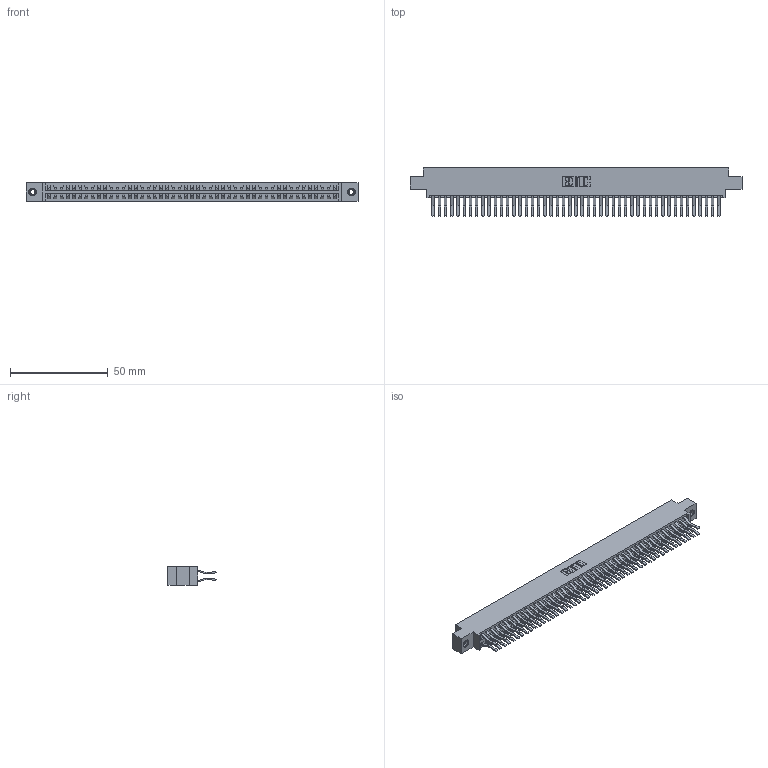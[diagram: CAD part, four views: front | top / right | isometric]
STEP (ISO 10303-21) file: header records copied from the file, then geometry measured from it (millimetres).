
FILE_DESCRIPTION (( 'STEP AP203' ), '1' );
FILE_NAME ('396-094-560-807.STEP', '2019-11-02T16:29:13', ( '' ), ( '' ), 'SwSTEP 2.0', 'SolidWorks 2016', '' );
FILE_SCHEMA (( 'CONFIG_CONTROL_DESIGN' ));
Length unit declared in the file: inch
Products named in the file (4): 346 Part_0.170 Offset - 0.156 Dia-TI; 345-292-001_560 Tail; 345-250-001_345-250-005-103; 396-094-560-807
Assembly tree (97 placements, depth 2):
  396-094-560-807
    346 Part_0.170 Offset - 0.156 Dia-TI
    345-292-001_560 Tail  x94
    345-250-001_345-250-005-103  x2
Bounding box: 169.8 x 24.78 x 9.4 mm (x, y, z)
Volume: 17044.4 mm3; surface area: 25364.4 mm2
Topology: 97 solids, 97 shells, 5262 faces, 15611 edges, 10274 vertices
Faces by surface type: plane 3402, cylinder 1844, cone 12, torus 4
Entity records: 31406 total; most frequent: CARTESIAN_POINT 5155, ORIENTED_EDGE 5082, DIRECTION 4623, EDGE_CURVE 2541, VECTOR 2197, LINE 2197, VERTEX_POINT 1688, AXIS2_PLACEMENT_3D 1213
